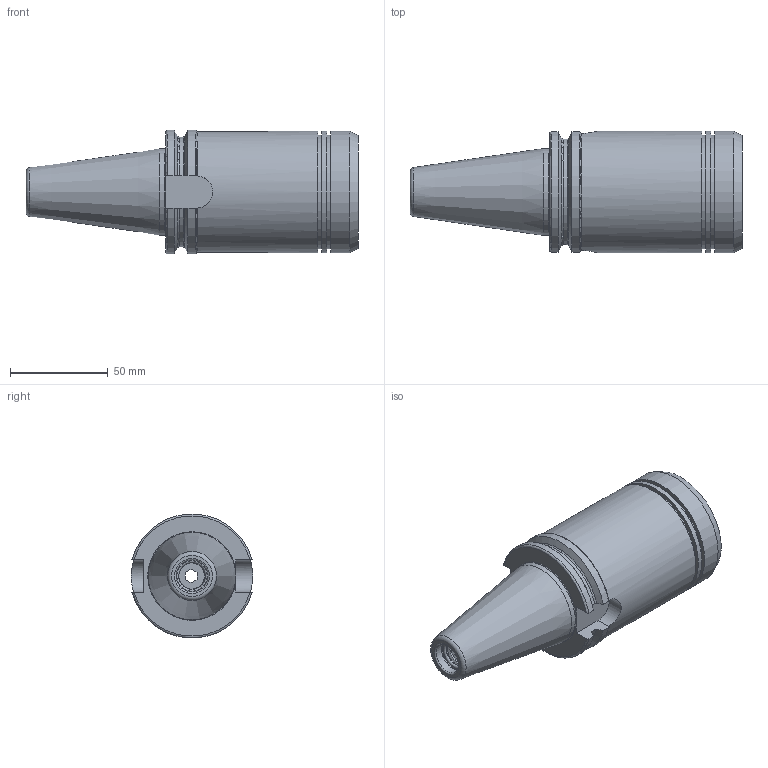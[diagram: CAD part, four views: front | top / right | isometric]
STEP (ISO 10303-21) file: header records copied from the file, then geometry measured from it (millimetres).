
FILE_DESCRIPTION(/* description */ (''),/* implementation_level */ '2;1');
FILE_NAME(/* name */ 'CAT40-HC125-0400 v2.step',/* time_stamp */ '2023-12-11T08:56:31-06:00',/* author */ (''),/* organization */ (''),/* preprocessor_version */ 'ST-DEVELOPER v20',/* originating_system */ 'Autodesk Translation Framework v12.9.0.99',/* authorisation */ '');
FILE_SCHEMA (('AUTOMOTIVE_DESIGN { 1 0 10303 214 3 1 1 }'));
Length unit declared in the file: millimetre
Products named in the file (2): CAT40-HC125-0400; SCW-HC-M16-C
Assembly tree (1 placements, depth 2):
  CAT40-HC125-0400
    SCW-HC-M16-C
Bounding box: 169.85 x 62 x 63.31 mm (x, y, z)
Volume: 292103.5 mm3; surface area: 48197.5 mm2
Topology: 2 solids, 2 shells, 160 faces, 423 edges, 277 vertices
Faces by surface type: cylinder 94, plane 34, torus 17, cone 9, bspline 6
Full cylindrical faces by diameter (mm): 10 x1, 13.541 x10, 14 x1, 14.741 x7, 15.036 x15, 15.5 x1, 15.875 x9, 15.884 x8, 16.152 x14, 16.3 x1, 16.8 x1, 31.75 x1, 32.5 x1, 44.45 x1, 58.15 x2, 62 x3
Entity records: 13468 total; most frequent: CARTESIAN_POINT 9751, ORIENTED_EDGE 846, DIRECTION 644, EDGE_CURVE 423, VERTEX_POINT 277, AXIS2_PLACEMENT_3D 254, B_SPLINE_CURVE_WITH_KNOTS 182, EDGE_LOOP 174
